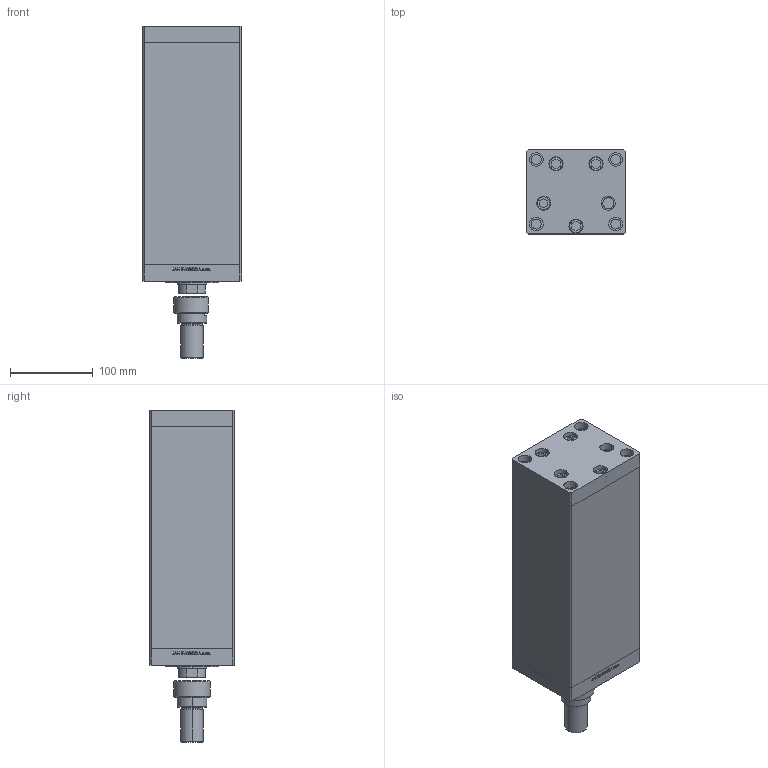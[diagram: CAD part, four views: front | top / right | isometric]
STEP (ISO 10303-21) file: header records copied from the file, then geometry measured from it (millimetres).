
FILE_DESCRIPTION (( 'STEP AP203' ), '1' );
FILE_NAME ('6a34.STEP', '2024-01-08T20:40:52', ( '' ), ( '' ), 'SwSTEP 2.0', 'SolidWorks 2019', '' );
FILE_SCHEMA (( 'CONFIG_CONTROL_DESIGN' ));
Length unit declared in the file: millimetre
Products named in the file (8): V220C_C MIDDLE 101c0be71b574bab93f1e250b8e33b1a; V220C_VC_C 101c0be71b574bab93f1e250b8e33b1a; DFA 101c0be71b574bab93f1e250b8e33b1a; FEMALE_PART_FOR_DFA 101c0be71b574bab93f1e250b8e33b1a; 6a34; V220C FRONT 101c0be71b574bab93f1e250b8e33b1a; V220C BACK_C 101c0be71b574bab93f1e250b8e33b1a; ALLEN BOLT 101c0be71b574bab93f1e250b8e33b1a
Assembly tree (15 placements, depth 3):
  6a34
    ALLEN BOLT 101c0be71b574bab93f1e250b8e33b1a  x9
    V220C_C MIDDLE 101c0be71b574bab93f1e250b8e33b1a
    V220C FRONT 101c0be71b574bab93f1e250b8e33b1a
    V220C_VC_C 101c0be71b574bab93f1e250b8e33b1a
    V220C BACK_C 101c0be71b574bab93f1e250b8e33b1a
    DFA 101c0be71b574bab93f1e250b8e33b1a
      FEMALE_PART_FOR_DFA 101c0be71b574bab93f1e250b8e33b1a
Bounding box: 120 x 102 x 401.3 mm (x, y, z)
Volume: 3185189.4 mm3; surface area: 388230.7 mm2
Topology: 14 solids, 14 shells, 1198 faces, 2975 edges, 1949 vertices
Faces by surface type: plane 554, bspline 380, cylinder 170, cone 54, torus 40
Entity records: 50331 total; most frequent: CARTESIAN_POINT 26741, ORIENTED_EDGE 5210, DIRECTION 3463, EDGE_CURVE 2605, VERTEX_POINT 1725, VECTOR 1509, LINE 1509, EDGE_LOOP 1196
